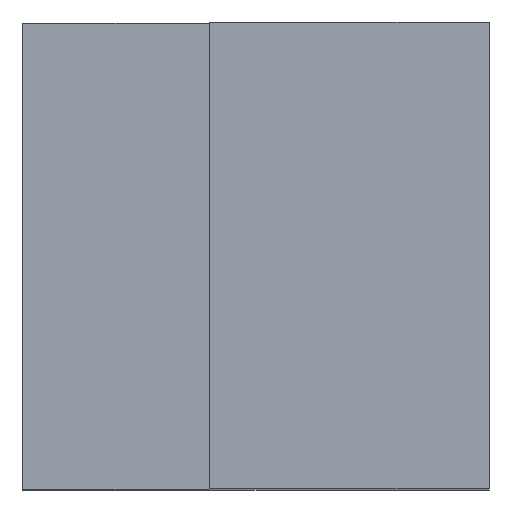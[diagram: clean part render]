
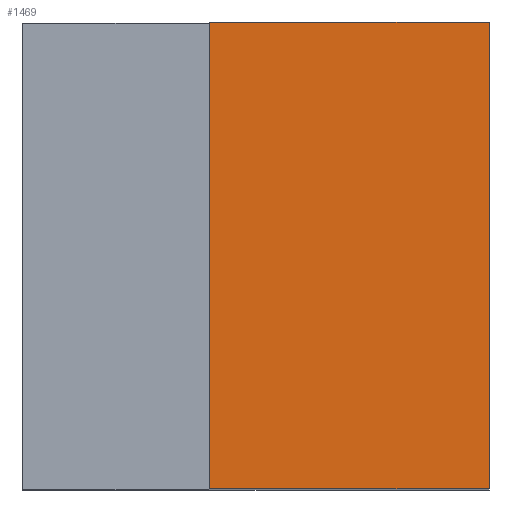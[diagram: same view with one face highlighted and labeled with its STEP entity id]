
A CAD part, top view. The second image highlights one B-rep face of the part: STEP entity #1469.
In plain terms, the highlighted planar face has unit normal (0, 0, 1).
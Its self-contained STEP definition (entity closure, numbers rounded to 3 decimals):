
#180 = EDGE_LOOP ( 'NONE', ( #2880, #2879, #2878, #2877 ) ) ;
#360 = VECTOR ( 'NONE', #784, 1000. ) ;
#435 = EDGE_CURVE ( 'NONE', #1057, #1045, #781, .T. ) ;
#445 = EDGE_CURVE ( 'NONE', #1045, #1053, #811, .T. ) ;
#448 = EDGE_CURVE ( 'NONE', #1042, #1057, #820, .T. ) ;
#458 = EDGE_CURVE ( 'NONE', #1053, #1042, #703, .T. ) ;
#667 = VECTOR ( 'NONE', #822, 1000. ) ;
#670 = VECTOR ( 'NONE', #813, 1000. ) ;
#703 = LINE ( 'NONE', #704, #863 ) ;
#704 = CARTESIAN_POINT ( 'NONE',  ( 5., 5., 16.5 ) ) ;
#714 = DIRECTION ( 'NONE',  ( -1., 0., 0. ) ) ;
#781 = LINE ( 'NONE', #783, #360 ) ;
#783 = CARTESIAN_POINT ( 'NONE',  ( -1., -5., 16.5 ) ) ;
#784 = DIRECTION ( 'NONE',  ( 1., 0., 0. ) ) ;
#811 = LINE ( 'NONE', #812, #670 ) ;
#812 = CARTESIAN_POINT ( 'NONE',  ( 5., -5., 16.5 ) ) ;
#813 = DIRECTION ( 'NONE',  ( 0., 1., 0. ) ) ;
#820 = LINE ( 'NONE', #821, #667 ) ;
#821 = CARTESIAN_POINT ( 'NONE',  ( -1., 5., 16.5 ) ) ;
#822 = DIRECTION ( 'NONE',  ( 0., -1., 0. ) ) ;
#863 = VECTOR ( 'NONE', #714, 1000. ) ;
#1042 = VERTEX_POINT ( 'NONE', #2158 ) ;
#1045 = VERTEX_POINT ( 'NONE', #2161 ) ;
#1053 = VERTEX_POINT ( 'NONE', #2169 ) ;
#1057 = VERTEX_POINT ( 'NONE', #2173 ) ;
#1469 = ADVANCED_FACE ( 'NONE', ( #2246 ), #2247, .T. ) ;
#1876 = AXIS2_PLACEMENT_3D ( 'NONE', #2238, #2249, #2250 ) ;
#2158 = CARTESIAN_POINT ( 'NONE',  ( -1., 5., 16.5 ) ) ;
#2161 = CARTESIAN_POINT ( 'NONE',  ( 5., -5., 16.5 ) ) ;
#2169 = CARTESIAN_POINT ( 'NONE',  ( 5., 5., 16.5 ) ) ;
#2173 = CARTESIAN_POINT ( 'NONE',  ( -1., -5., 16.5 ) ) ;
#2238 = CARTESIAN_POINT ( 'NONE',  ( 5., -5., 16.5 ) ) ;
#2246 = FACE_OUTER_BOUND ( 'NONE', #180, .T. ) ;
#2247 = PLANE ( 'NONE',  #1876 ) ;
#2249 = DIRECTION ( 'NONE',  ( 0., 0., 1. ) ) ;
#2250 = DIRECTION ( 'NONE',  ( 1., 0., 0. ) ) ;
#2877 = ORIENTED_EDGE ( 'NONE', *, *, #448, .T. ) ;
#2878 = ORIENTED_EDGE ( 'NONE', *, *, #458, .T. ) ;
#2879 = ORIENTED_EDGE ( 'NONE', *, *, #445, .T. ) ;
#2880 = ORIENTED_EDGE ( 'NONE', *, *, #435, .T. ) ;
